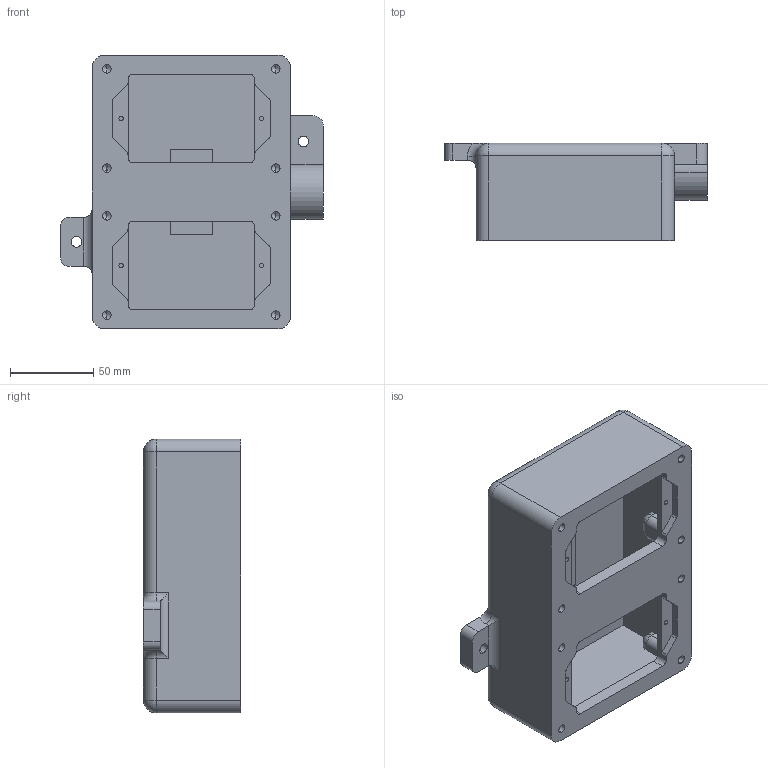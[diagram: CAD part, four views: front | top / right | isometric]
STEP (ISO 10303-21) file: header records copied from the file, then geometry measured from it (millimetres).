
FILE_DESCRIPTION (( 'STEP AP214' ), '1' );
FILE_NAME ('SWB-8.step', '2016-03-09T20:38:18', ( '' ), ( '' ), 'SwSTEP 2.0', 'SolidWorks 2015', '' );
FILE_SCHEMA (( 'AUTOMOTIVE_DESIGN' ));
Length unit declared in the file: inch
Products named in the file (1): SWB-8
Bounding box: 158.24 x 58.42 x 164.59 mm (x, y, z)
Volume: 388458.3 mm3; surface area: 123485.8 mm2
Topology: 1 solids, 1 shells, 354 faces, 944 edges, 584 vertices
Faces by surface type: plane 149, cylinder 122, bspline 53, cone 20, torus 6, sphere 4
Entity records: 13775 total; most frequent: CARTESIAN_POINT 4895, ORIENTED_EDGE 1824, DIRECTION 1637, EDGE_CURVE 912, VERTEX_POINT 584, VECTOR 563, LINE 563, AXIS2_PLACEMENT_3D 537
